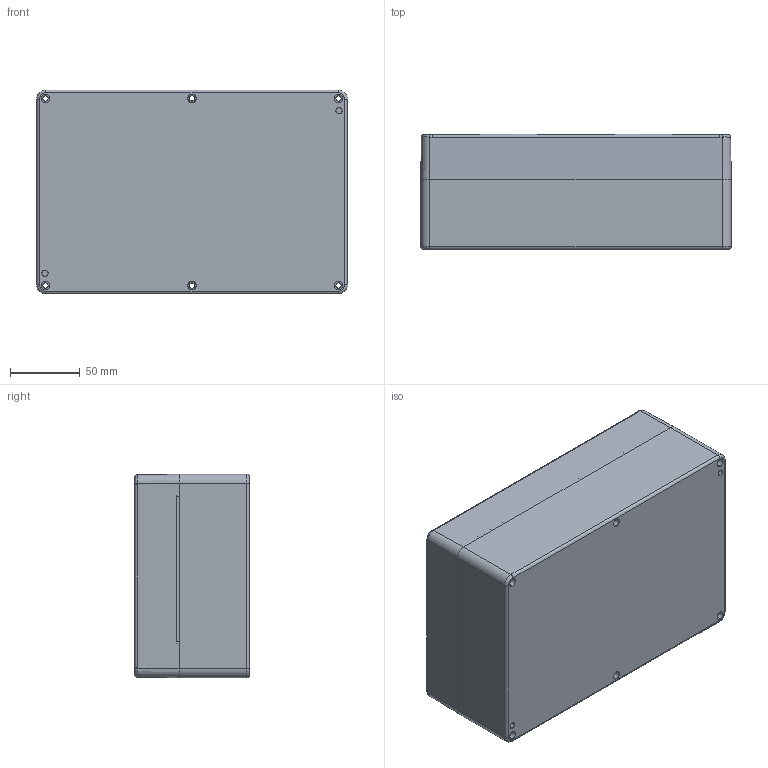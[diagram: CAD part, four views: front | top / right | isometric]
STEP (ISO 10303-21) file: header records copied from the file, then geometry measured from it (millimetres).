
FILE_DESCRIPTION (( 'STEP AP214' ), '1' );
FILE_NAME ('G125.STEP', '2009-11-20T03:43:09', ( 'NEF User' ), ( 'NEF User' ), 'SwSTEP 2.0', 'SolidWorks 2009', '' );
FILE_SCHEMA (( 'AUTOMOTIVE_DESIGN' ));
Length unit declared in the file: millimetre
Products named in the file (3): G125-COVER; G124-BASE; G125
Assembly tree (2 placements, depth 2):
  G125
    G125-COVER
    G124-BASE
Bounding box: 222.5 x 82.3 x 146 mm (x, y, z)
Volume: 446924.3 mm3; surface area: 260406.5 mm2
Topology: 2 solids, 2 shells, 457 faces, 1217 edges, 771 vertices
Faces by surface type: plane 197, cylinder 163, cone 56, bspline 26, torus 15
Entity records: 17437 total; most frequent: CARTESIAN_POINT 5814, DIRECTION 2439, ORIENTED_EDGE 2410, EDGE_CURVE 1205, AXIS2_PLACEMENT_3D 856, VERTEX_POINT 771, VECTOR 727, LINE 727
